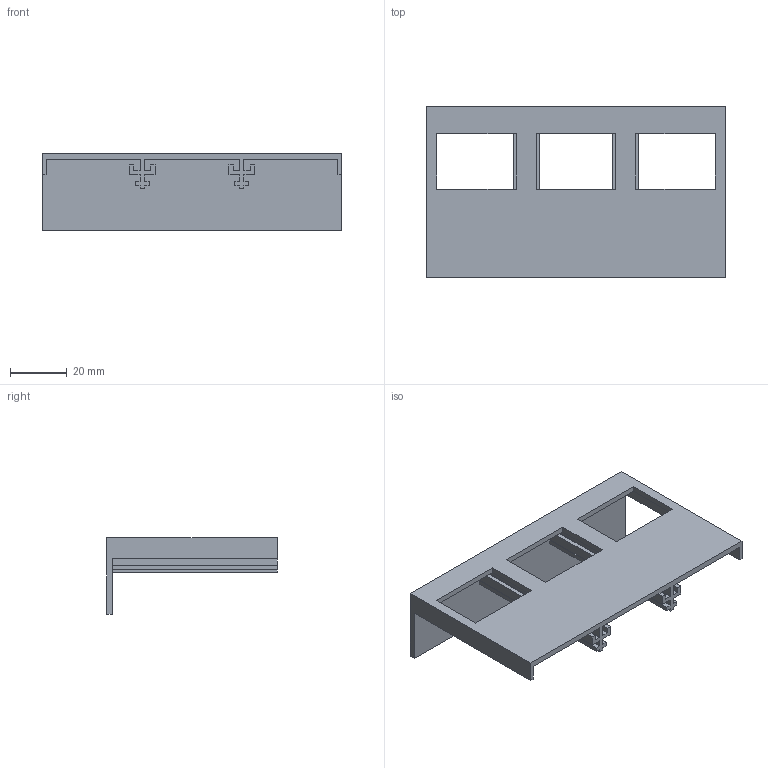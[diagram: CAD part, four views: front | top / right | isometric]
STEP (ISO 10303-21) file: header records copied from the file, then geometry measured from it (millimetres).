
FILE_DESCRIPTION(('CATIA V5 STEP Exchange'),'2;1');
FILE_NAME('1SDH001294R0104_1PA_001_00_A2_3p_LTC_sup.stp','2014-12-04T15:43:32+00:00',('none'),('none'),'CATIA Version 5 Release 20 SP 1 (IN-10)','CATIA V5 STEP AP214','none');
FILE_SCHEMA(('AUTOMOTIVE_DESIGN { 1 0 10303 214 1 1 1 1 }'));
Length unit declared in the file: millimetre
Products named in the file (1): 1SDH001294R0104_1PA_001_00_A2_3p_LTC_sup
Bounding box: 105 x 60 x 27 mm (x, y, z)
Volume: 19733.1 mm3; surface area: 23038 mm2
Topology: 1 solids, 1 shells, 72 faces, 210 edges, 140 vertices
Faces by surface type: plane 72
Entity records: 2214 total; most frequent: ORIENTED_EDGE 420, CARTESIAN_POINT 392, DIRECTION 292, VECTOR 210, EDGE_CURVE 210, LINE 210, VERTEX_POINT 140, EDGE_LOOP 78
